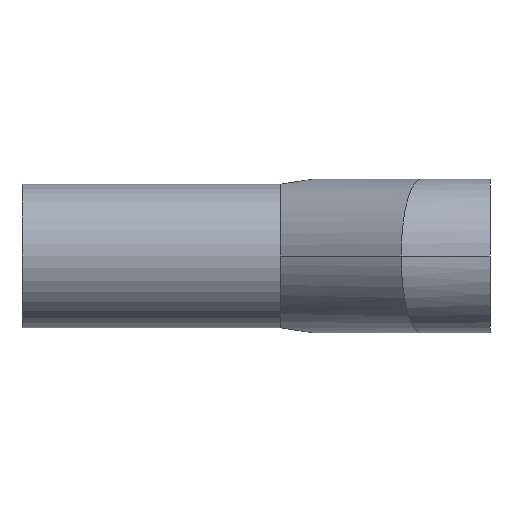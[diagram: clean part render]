
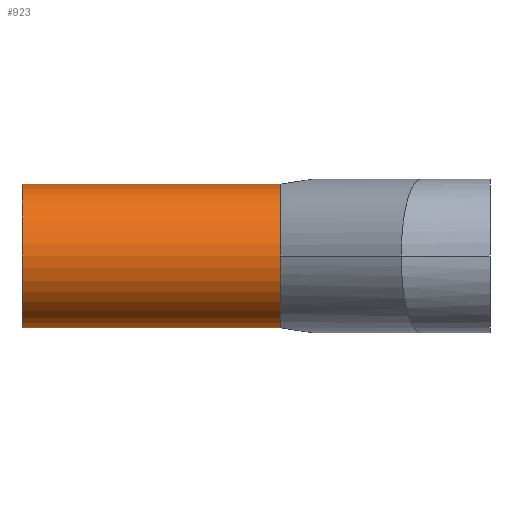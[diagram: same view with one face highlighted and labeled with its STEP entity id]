
A CAD part, left-side view. The second image highlights one B-rep face of the part: STEP entity #923.
In plain terms, the highlighted cylindrical face has radius 4.45 mm (diameter 8.9 mm), a partial arc.
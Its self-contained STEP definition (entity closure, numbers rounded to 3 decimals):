
#38 = CIRCLE ( 'NONE', #582, 4.45 ) ;
#60 = EDGE_CURVE ( 'NONE', #489, #150, #835, .T. ) ;
#103 = CARTESIAN_POINT ( 'NONE',  ( 0., 16., -4.45 ) ) ;
#120 = VERTEX_POINT ( 'NONE', #1522 ) ;
#149 = ORIENTED_EDGE ( 'NONE', *, *, #426, .T. ) ;
#150 = VERTEX_POINT ( 'NONE', #1421 ) ;
#159 = LINE ( 'NONE', #940, #614 ) ;
#426 = EDGE_CURVE ( 'NONE', #489, #824, #159, .T. ) ;
#489 = VERTEX_POINT ( 'NONE', #103 ) ;
#536 = CARTESIAN_POINT ( 'NONE',  ( 0., 0., -4.45 ) ) ;
#582 = AXIS2_PLACEMENT_3D ( 'NONE', #732, #1110, #975 ) ;
#614 = VECTOR ( 'NONE', #831, 1000. ) ;
#625 = EDGE_CURVE ( 'NONE', #824, #120, #38, .T. ) ;
#651 = DIRECTION ( 'NONE',  ( 0., 0., -1. ) ) ;
#669 = ORIENTED_EDGE ( 'NONE', *, *, #1273, .F. ) ;
#698 = AXIS2_PLACEMENT_3D ( 'NONE', #1160, #786, #651 ) ;
#711 = ORIENTED_EDGE ( 'NONE', *, *, #625, .T. ) ;
#732 = CARTESIAN_POINT ( 'NONE',  ( 0., 0., 0. ) ) ;
#736 = VECTOR ( 'NONE', #958, 1000. ) ;
#752 = CYLINDRICAL_SURFACE ( 'NONE', #698, 4.45 ) ;
#759 = DIRECTION ( 'NONE',  ( 0., 0., 1. ) ) ;
#786 = DIRECTION ( 'NONE',  ( 0., -1., 0. ) ) ;
#824 = VERTEX_POINT ( 'NONE', #536 ) ;
#831 = DIRECTION ( 'NONE',  ( 0., -1., 0. ) ) ;
#835 = CIRCLE ( 'NONE', #1030, 4.45 ) ;
#923 = ADVANCED_FACE ( 'NONE', ( #1548 ), #752, .T. ) ;
#940 = CARTESIAN_POINT ( 'NONE',  ( 0., 16., -4.45 ) ) ;
#958 = DIRECTION ( 'NONE',  ( 0., -1., 0. ) ) ;
#975 = DIRECTION ( 'NONE',  ( 0., 0., 1. ) ) ;
#1030 = AXIS2_PLACEMENT_3D ( 'NONE', #1277, #1268, #759 ) ;
#1068 = LINE ( 'NONE', #1097, #736 ) ;
#1097 = CARTESIAN_POINT ( 'NONE',  ( 0., 16., 4.45 ) ) ;
#1110 = DIRECTION ( 'NONE',  ( 0., 1., 0. ) ) ;
#1160 = CARTESIAN_POINT ( 'NONE',  ( 0., 16., 0. ) ) ;
#1235 = EDGE_LOOP ( 'NONE', ( #669, #1269, #149, #711 ) ) ;
#1268 = DIRECTION ( 'NONE',  ( 0., 1., 0. ) ) ;
#1269 = ORIENTED_EDGE ( 'NONE', *, *, #60, .F. ) ;
#1273 = EDGE_CURVE ( 'NONE', #150, #120, #1068, .T. ) ;
#1277 = CARTESIAN_POINT ( 'NONE',  ( 0., 16., 0. ) ) ;
#1421 = CARTESIAN_POINT ( 'NONE',  ( 0., 16., 4.45 ) ) ;
#1522 = CARTESIAN_POINT ( 'NONE',  ( 0., 0., 4.45 ) ) ;
#1548 = FACE_OUTER_BOUND ( 'NONE', #1235, .T. ) ;
